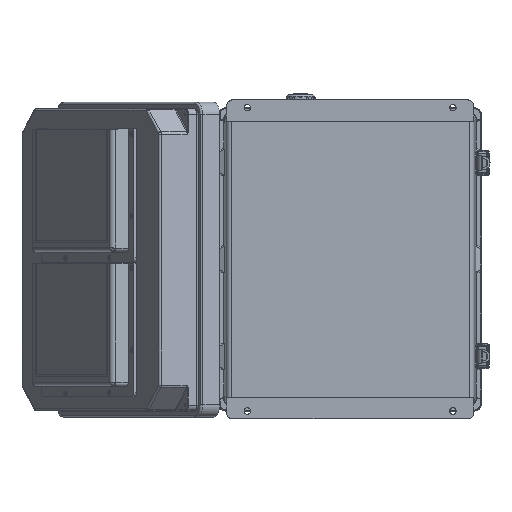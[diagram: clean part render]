
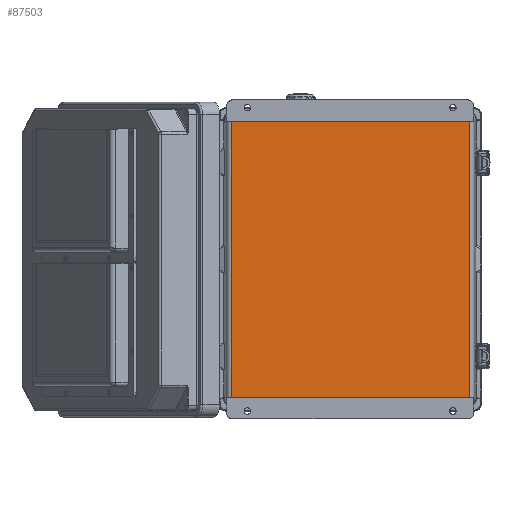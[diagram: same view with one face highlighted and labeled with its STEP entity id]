
A CAD part, front view. The second image highlights one B-rep face of the part: STEP entity #87503.
In plain terms, the highlighted planar face has unit normal (0, -1, 0).
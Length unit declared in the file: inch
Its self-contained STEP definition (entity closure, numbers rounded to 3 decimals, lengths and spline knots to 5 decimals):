
#10733 = EDGE_CURVE ( 'NONE', #82209, #47744, #65989, .T. ) ;
#10889 = CARTESIAN_POINT ( 'NONE',  ( -5.78771, 0.05906, -1.04331 ) ) ;
#17922 = CARTESIAN_POINT ( 'NONE',  ( 6.11811, 0.05906, -1.04331 ) ) ;
#18225 = DIRECTION ( 'NONE',  ( 0., 1., 0. ) ) ;
#23556 = DIRECTION ( 'NONE',  ( -1., 0., 0. ) ) ;
#27508 = ORIENTED_EDGE ( 'NONE', *, *, #10733, .T. ) ;
#29577 = CARTESIAN_POINT ( 'NONE',  ( 6.11811, 0.05906, -14.4685 ) ) ;
#30068 = EDGE_CURVE ( 'NONE', #57925, #82209, #89874, .T. ) ;
#30952 = AXIS2_PLACEMENT_3D ( 'NONE', #17922, #18225, #66922 ) ;
#31881 = EDGE_LOOP ( 'NONE', ( #42263, #40534, #89088, #27508 ) ) ;
#33574 = EDGE_CURVE ( 'NONE', #57209, #47744, #69416, .T. ) ;
#38331 = VECTOR ( 'NONE', #76218, 39.37008 ) ;
#40534 = ORIENTED_EDGE ( 'NONE', *, *, #81254, .F. ) ;
#41238 = CARTESIAN_POINT ( 'NONE',  ( 5.78771, 0.05906, -1.04331 ) ) ;
#42263 = ORIENTED_EDGE ( 'NONE', *, *, #33574, .F. ) ;
#47744 = VERTEX_POINT ( 'NONE', #10889 ) ;
#51811 = CARTESIAN_POINT ( 'NONE',  ( -5.78771, 0.05906, -14.4685 ) ) ;
#57209 = VERTEX_POINT ( 'NONE', #51811 ) ;
#57627 = DIRECTION ( 'NONE',  ( -1., 0., 0. ) ) ;
#57925 = VERTEX_POINT ( 'NONE', #80531 ) ;
#63274 = CARTESIAN_POINT ( 'NONE',  ( -5.78771, 0.05906, -1.04331 ) ) ;
#65989 = LINE ( 'NONE', #79105, #74290 ) ;
#66624 = PLANE ( 'NONE',  #30952 ) ;
#66922 = DIRECTION ( 'NONE',  ( 0., 0., 1. ) ) ;
#69253 = VECTOR ( 'NONE', #70332, 39.37008 ) ;
#69416 = LINE ( 'NONE', #63274, #69253 ) ;
#70332 = DIRECTION ( 'NONE',  ( 0., 0., 1. ) ) ;
#72840 = FACE_OUTER_BOUND ( 'NONE', #31881, .T. ) ;
#74290 = VECTOR ( 'NONE', #23556, 39.37008 ) ;
#76218 = DIRECTION ( 'NONE',  ( 0., 0., 1. ) ) ;
#79105 = CARTESIAN_POINT ( 'NONE',  ( 6.11811, 0.05906, -1.04331 ) ) ;
#80531 = CARTESIAN_POINT ( 'NONE',  ( 5.78771, 0.05906, -14.4685 ) ) ;
#81254 = EDGE_CURVE ( 'NONE', #57925, #57209, #84414, .T. ) ;
#82209 = VERTEX_POINT ( 'NONE', #84094 ) ;
#84094 = CARTESIAN_POINT ( 'NONE',  ( 5.78771, 0.05906, -1.04331 ) ) ;
#84414 = LINE ( 'NONE', #29577, #84809 ) ;
#84809 = VECTOR ( 'NONE', #57627, 39.37008 ) ;
#87503 = ADVANCED_FACE ( 'NONE', ( #72840 ), #66624, .F. ) ;
#89088 = ORIENTED_EDGE ( 'NONE', *, *, #30068, .T. ) ;
#89874 = LINE ( 'NONE', #41238, #38331 ) ;
